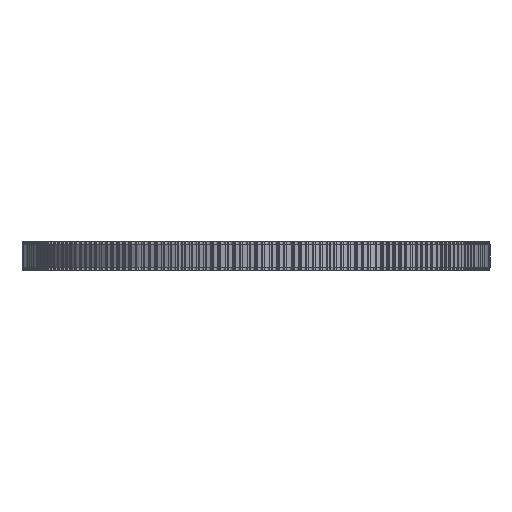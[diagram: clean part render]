
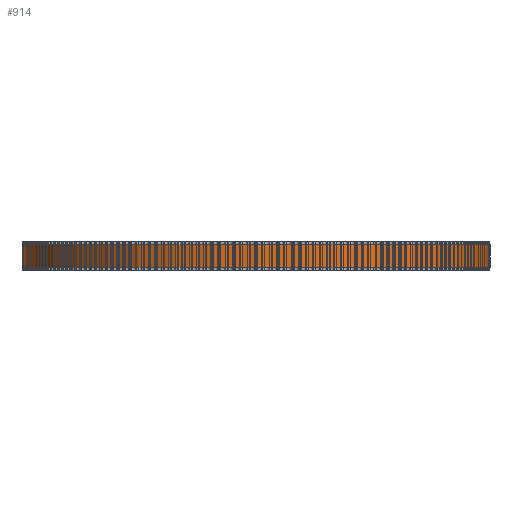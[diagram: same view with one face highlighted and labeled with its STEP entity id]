
A CAD part, front view. The second image highlights one B-rep face of the part: STEP entity #914.
In plain terms, the highlighted cylindrical face has radius 63.025 mm (diameter 126.051 mm), a full revolution.
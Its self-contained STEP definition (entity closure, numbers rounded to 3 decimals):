
#97=FACE_BOUND('',#3296,.T.);
#98=FACE_BOUND('',#3297,.T.);
#914=ADVANCED_FACE('',(#97,#98),#1707,.T.);
#1707=CYLINDRICAL_SURFACE('',#17567,63.025);
#3296=EDGE_LOOP('',(#9634));
#3297=EDGE_LOOP('',(#9635));
#9634=ORIENTED_EDGE('',*,*,#13598,.T.);
#9635=ORIENTED_EDGE('',*,*,#13599,.T.);
#11220=VERTEX_POINT('',#27880);
#11221=VERTEX_POINT('',#27882);
#13598=EDGE_CURVE('',#11220,#11220,#15184,.T.);
#13599=EDGE_CURVE('',#11221,#11221,#15185,.T.);
#15184=CIRCLE('',#17565,63.025);
#15185=CIRCLE('',#17566,63.025);
#17565=AXIS2_PLACEMENT_3D('',#27879,#23118,#23119);
#17566=AXIS2_PLACEMENT_3D('',#27881,#23120,#23121);
#17567=AXIS2_PLACEMENT_3D('',#27883,#23122,#23123);
#23118=DIRECTION('',(0.,0.,1.));
#23119=DIRECTION('',(1.,0.,0.));
#23120=DIRECTION('',(0.,0.,-1.));
#23121=DIRECTION('',(1.,0.,0.));
#23122=DIRECTION('',(0.,0.,1.));
#23123=DIRECTION('',(1.,0.,0.));
#27879=CARTESIAN_POINT('',(0.,0.,1.));
#27880=CARTESIAN_POINT('',(63.025,0.,1.));
#27881=CARTESIAN_POINT('',(0.,0.,7.));
#27882=CARTESIAN_POINT('',(63.025,0.,7.));
#27883=CARTESIAN_POINT('',(0.,0.,1.));
